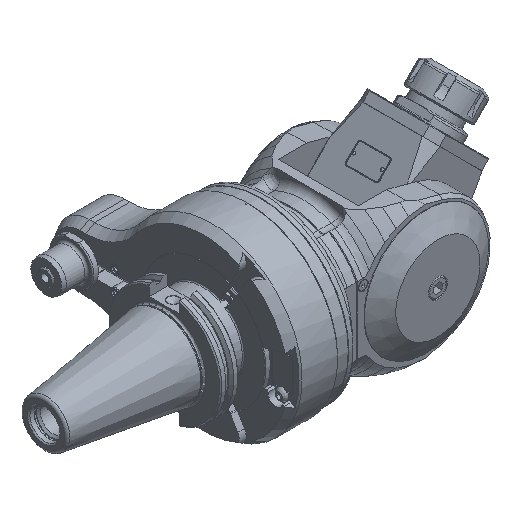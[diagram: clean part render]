
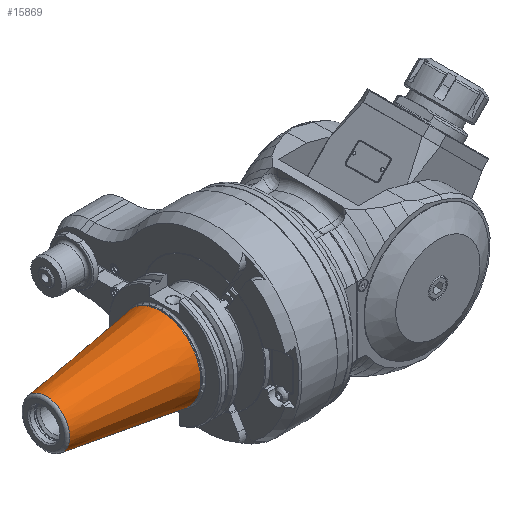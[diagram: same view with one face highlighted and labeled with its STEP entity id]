
A CAD part, isometric view. The second image highlights one B-rep face of the part: STEP entity #15869.
In plain terms, the highlighted conical face has half-angle 8.297 degrees and reference radius 27.673 mm.
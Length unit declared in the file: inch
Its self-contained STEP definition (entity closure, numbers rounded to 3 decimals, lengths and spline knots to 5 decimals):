
#263=CONICAL_SURFACE('',#17694,1.08947,0.145);
#1916=FACE_OUTER_BOUND('',#2922,.T.);
#2922=EDGE_LOOP('',(#14184,#14185,#14186,#14187,#14188,#14189,#14190));
#3801=CIRCLE('',#17692,1.375);
#3802=CIRCLE('',#17693,1.375);
#3803=CIRCLE('',#17695,0.80395);
#3804=CIRCLE('',#17696,0.80395);
#3805=CIRCLE('',#17697,0.80395);
#4828=LINE('',#42123,#5862);
#5862=VECTOR('',#22059,1.08947);
#7388=VERTEX_POINT('',#42116);
#7389=VERTEX_POINT('',#42117);
#7390=VERTEX_POINT('',#42122);
#7391=VERTEX_POINT('',#42124);
#7392=VERTEX_POINT('',#42126);
#9682=EDGE_CURVE('',#7388,#7389,#3801,.T.);
#9684=EDGE_CURVE('',#7389,#7388,#3802,.T.);
#9685=EDGE_CURVE('',#7388,#7390,#4828,.T.);
#9686=EDGE_CURVE('',#7391,#7390,#3803,.T.);
#9687=EDGE_CURVE('',#7392,#7391,#3804,.T.);
#9688=EDGE_CURVE('',#7390,#7392,#3805,.T.);
#14184=ORIENTED_EDGE('',*,*,#9682,.F.);
#14185=ORIENTED_EDGE('',*,*,#9685,.T.);
#14186=ORIENTED_EDGE('',*,*,#9686,.F.);
#14187=ORIENTED_EDGE('',*,*,#9687,.F.);
#14188=ORIENTED_EDGE('',*,*,#9688,.F.);
#14189=ORIENTED_EDGE('',*,*,#9685,.F.);
#14190=ORIENTED_EDGE('',*,*,#9684,.F.);
#15869=ADVANCED_FACE('',(#1916),#263,.T.);
#17692=AXIS2_PLACEMENT_3D('',#42118,#22052,#22053);
#17693=AXIS2_PLACEMENT_3D('',#42120,#22055,#22056);
#17694=AXIS2_PLACEMENT_3D('',#42121,#22057,#22058);
#17695=AXIS2_PLACEMENT_3D('',#42125,#22060,#22061);
#17696=AXIS2_PLACEMENT_3D('',#42127,#22062,#22063);
#17697=AXIS2_PLACEMENT_3D('',#42128,#22064,#22065);
#22052=DIRECTION('center_axis',(1.,0.,0.));
#22053=DIRECTION('ref_axis',(0.,0.,-1.));
#22055=DIRECTION('center_axis',(1.,0.,0.));
#22056=DIRECTION('ref_axis',(0.,0.,-1.));
#22057=DIRECTION('center_axis',(1.,0.,0.));
#22058=DIRECTION('ref_axis',(0.,0.,-1.));
#22059=DIRECTION('',(-0.99,0.,-0.144));
#22060=DIRECTION('center_axis',(-1.,0.,0.));
#22061=DIRECTION('ref_axis',(0.,0.,-1.));
#22062=DIRECTION('center_axis',(-1.,0.,0.));
#22063=DIRECTION('ref_axis',(0.,0.,-1.));
#22064=DIRECTION('center_axis',(-1.,0.,0.));
#22065=DIRECTION('ref_axis',(0.,0.,-1.));
#42116=CARTESIAN_POINT('',(0.11811,0.,1.375));
#42117=CARTESIAN_POINT('',(0.11811,0.,-1.375));
#42118=CARTESIAN_POINT('Origin',(0.11811,0.,0.));
#42120=CARTESIAN_POINT('Origin',(0.11811,0.,0.));
#42121=CARTESIAN_POINT('Origin',(-1.83978,0.,0.));
#42122=CARTESIAN_POINT('',(-3.79767,0.,0.80395));
#42123=CARTESIAN_POINT('',(-1.83978,0.,1.08947));
#42124=CARTESIAN_POINT('',(-3.79767,-0.80395,0.));
#42125=CARTESIAN_POINT('Origin',(-3.79767,0.,0.));
#42126=CARTESIAN_POINT('',(-3.79767,0.80395,0.));
#42127=CARTESIAN_POINT('Origin',(-3.79767,0.,0.));
#42128=CARTESIAN_POINT('Origin',(-3.79767,0.,0.));
